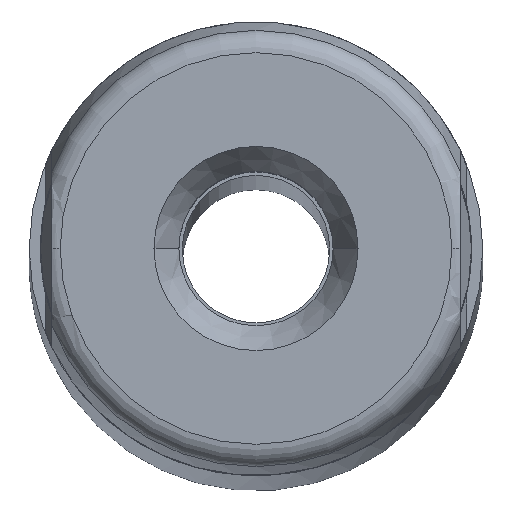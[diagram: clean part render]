
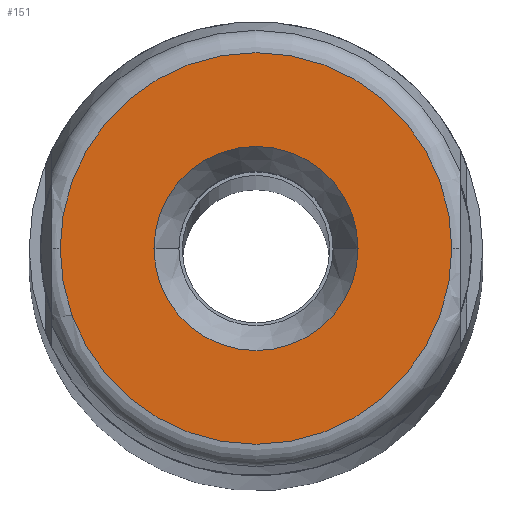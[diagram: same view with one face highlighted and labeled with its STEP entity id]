
A CAD part, top view. The second image highlights one B-rep face of the part: STEP entity #151.
In plain terms, the highlighted planar face has unit normal (0, 0, 1).
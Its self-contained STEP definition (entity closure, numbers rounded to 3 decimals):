
#27 = VERTEX_POINT ( 'NONE', #562 ) ;
#42 = VERTEX_POINT ( 'NONE', #645 ) ;
#47 = EDGE_CURVE ( 'NONE', #27, #42, #718, .T. ) ;
#121 = EDGE_LOOP ( 'NONE', ( #153, #152 ) ) ;
#135 = EDGE_LOOP ( 'NONE', ( #158, #157 ) ) ;
#137 = EDGE_CURVE ( 'NONE', #42, #27, #892, .T. ) ;
#139 = EDGE_CURVE ( 'NONE', #272, #222, #996, .T. ) ;
#151 = ADVANCED_FACE ( 'NONE', ( #878, #875 ), #887, .F. ) ;
#152 = ORIENTED_EDGE ( 'NONE', *, *, #137, .T. ) ;
#153 = ORIENTED_EDGE ( 'NONE', *, *, #47, .T. ) ;
#157 = ORIENTED_EDGE ( 'NONE', *, *, #198, .F. ) ;
#158 = ORIENTED_EDGE ( 'NONE', *, *, #139, .F. ) ;
#198 = EDGE_CURVE ( 'NONE', #222, #272, #1027, .T. ) ;
#222 = VERTEX_POINT ( 'NONE', #867 ) ;
#272 = VERTEX_POINT ( 'NONE', #1318 ) ;
#562 = CARTESIAN_POINT ( 'NONE',  ( 8.632, 0., 0. ) ) ;
#645 = CARTESIAN_POINT ( 'NONE',  ( -8.632, 0., 0. ) ) ;
#660 = DIRECTION ( 'NONE',  ( 1., 0., 0. ) ) ;
#661 = DIRECTION ( 'NONE',  ( 0., 0., 1. ) ) ;
#702 = AXIS2_PLACEMENT_3D ( 'NONE', #715, #661, #660 ) ;
#715 = CARTESIAN_POINT ( 'NONE',  ( 0., 0., 0. ) ) ;
#718 = CIRCLE ( 'NONE', #702, 8.632 ) ;
#867 = CARTESIAN_POINT ( 'NONE',  ( -4.5, 0., 0. ) ) ;
#875 = FACE_OUTER_BOUND ( 'NONE', #121, .T. ) ;
#878 = FACE_BOUND ( 'NONE', #135, .T. ) ;
#880 = DIRECTION ( 'NONE',  ( -1., 0., 0. ) ) ;
#881 = DIRECTION ( 'NONE',  ( 0., 0., -1. ) ) ;
#882 = CARTESIAN_POINT ( 'NONE',  ( 0., 0., 0. ) ) ;
#887 = PLANE ( 'NONE',  #1036 ) ;
#891 = DIRECTION ( 'NONE',  ( 1., 0., 0. ) ) ;
#892 = CIRCLE ( 'NONE', #962, 8.632 ) ;
#957 = DIRECTION ( 'NONE',  ( 1., 0., 0. ) ) ;
#958 = DIRECTION ( 'NONE',  ( 0., 0., 1. ) ) ;
#962 = AXIS2_PLACEMENT_3D ( 'NONE', #1035, #958, #957 ) ;
#995 = AXIS2_PLACEMENT_3D ( 'NONE', #1034, #1033, #891 ) ;
#996 = CIRCLE ( 'NONE', #995, 4.5 ) ;
#1025 = DIRECTION ( 'NONE',  ( 1., 0., 0. ) ) ;
#1027 = CIRCLE ( 'NONE', #1032, 4.5 ) ;
#1028 = DIRECTION ( 'NONE',  ( 0., 0., 1. ) ) ;
#1029 = CARTESIAN_POINT ( 'NONE',  ( 0., 0., 0. ) ) ;
#1032 = AXIS2_PLACEMENT_3D ( 'NONE', #1029, #1028, #1025 ) ;
#1033 = DIRECTION ( 'NONE',  ( 0., 0., 1. ) ) ;
#1034 = CARTESIAN_POINT ( 'NONE',  ( 0., 0., 0. ) ) ;
#1035 = CARTESIAN_POINT ( 'NONE',  ( 0., 0., 0. ) ) ;
#1036 = AXIS2_PLACEMENT_3D ( 'NONE', #882, #881, #880 ) ;
#1318 = CARTESIAN_POINT ( 'NONE',  ( 4.5, 0., 0. ) ) ;
